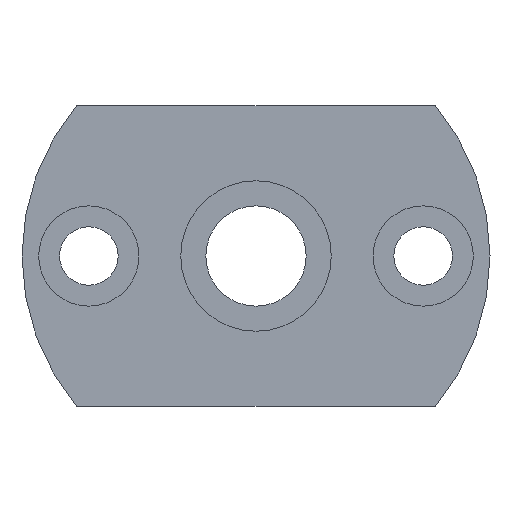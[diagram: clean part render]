
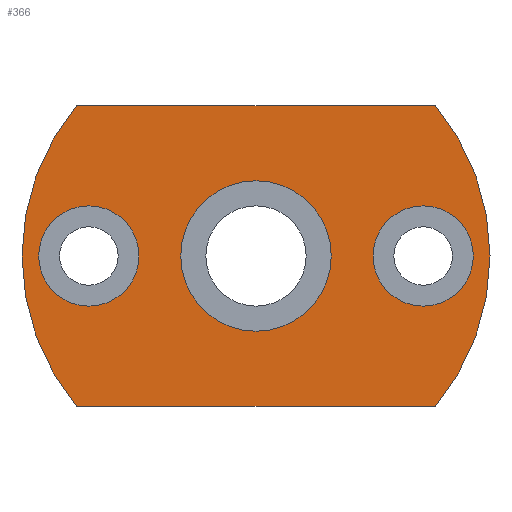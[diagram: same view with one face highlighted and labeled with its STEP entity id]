
A CAD part, left-side view. The second image highlights one B-rep face of the part: STEP entity #366.
In plain terms, the highlighted planar face has unit normal (-1, 0, 0).
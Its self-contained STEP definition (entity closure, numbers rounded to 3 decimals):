
#22=LINE('',#624,#30);
#26=LINE('',#634,#34);
#30=VECTOR('',#513,1000.);
#34=VECTOR('',#523,1000.);
#45=PLANE('',#426);
#97=ORIENTED_EDGE('',*,*,#151,.T.);
#98=ORIENTED_EDGE('',*,*,#152,.F.);
#99=ORIENTED_EDGE('',*,*,#153,.T.);
#100=ORIENTED_EDGE('',*,*,#150,.F.);
#101=ORIENTED_EDGE('',*,*,#143,.F.);
#102=ORIENTED_EDGE('',*,*,#146,.F.);
#103=ORIENTED_EDGE('',*,*,#148,.F.);
#143=EDGE_CURVE('',#180,#181,#22,.T.);
#146=EDGE_CURVE('',#182,#180,#211,.T.);
#148=EDGE_CURVE('',#183,#182,#26,.T.);
#150=EDGE_CURVE('',#181,#183,#212,.T.);
#151=EDGE_CURVE('',#184,#184,#213,.T.);
#152=EDGE_CURVE('',#185,#185,#214,.T.);
#153=EDGE_CURVE('',#186,#186,#215,.T.);
#180=VERTEX_POINT('',#625);
#181=VERTEX_POINT('',#626);
#182=VERTEX_POINT('',#631);
#183=VERTEX_POINT('',#635);
#184=VERTEX_POINT('',#641);
#185=VERTEX_POINT('',#643);
#186=VERTEX_POINT('',#645);
#211=CIRCLE('',#422,14.);
#212=CIRCLE('',#425,14.);
#213=CIRCLE('',#427,4.5);
#214=CIRCLE('',#428,3.);
#215=CIRCLE('',#429,3.);
#255=EDGE_LOOP('',(#97));
#256=EDGE_LOOP('',(#98));
#257=EDGE_LOOP('',(#99));
#258=EDGE_LOOP('',(#100,#101,#102,#103));
#311=FACE_BOUND('',#255,.T.);
#312=FACE_BOUND('',#256,.T.);
#313=FACE_BOUND('',#257,.T.);
#314=FACE_BOUND('',#258,.T.);
#366=ADVANCED_FACE('',(#311,#312,#313,#314),#45,.T.);
#422=AXIS2_PLACEMENT_3D('',#630,#518,#519);
#425=AXIS2_PLACEMENT_3D('',#638,#527,#528);
#426=AXIS2_PLACEMENT_3D('',#639,#529,#530);
#427=AXIS2_PLACEMENT_3D('',#640,#531,#532);
#428=AXIS2_PLACEMENT_3D('',#642,#533,#534);
#429=AXIS2_PLACEMENT_3D('',#644,#535,#536);
#513=DIRECTION('',(0.,1.,0.));
#518=DIRECTION('',(1.,0.,0.));
#519=DIRECTION('',(0.,0.,-1.));
#523=DIRECTION('',(0.,-1.,0.));
#527=DIRECTION('',(1.,0.,0.));
#528=DIRECTION('',(0.,0.,-1.));
#529=DIRECTION('',(-1.,0.,0.));
#530=DIRECTION('',(0.,0.,1.));
#531=DIRECTION('',(1.,0.,0.));
#532=DIRECTION('',(0.,0.,-1.));
#533=DIRECTION('',(-1.,0.,0.));
#534=DIRECTION('',(0.,0.,1.));
#535=DIRECTION('',(1.,0.,0.));
#536=DIRECTION('',(0.,0.,-1.));
#624=CARTESIAN_POINT('',(0.,-10.724,-9.));
#625=CARTESIAN_POINT('',(0.,-10.724,-9.));
#626=CARTESIAN_POINT('',(0.,10.724,-9.));
#630=CARTESIAN_POINT('',(0.,0.,0.));
#631=CARTESIAN_POINT('',(0.,-10.724,9.));
#634=CARTESIAN_POINT('',(0.,10.724,9.));
#635=CARTESIAN_POINT('',(0.,10.724,9.));
#638=CARTESIAN_POINT('',(0.,0.,0.));
#639=CARTESIAN_POINT('',(0.,6.,0.));
#640=CARTESIAN_POINT('',(0.,0.,0.));
#641=CARTESIAN_POINT('',(0.,0.,-4.5));
#642=CARTESIAN_POINT('',(0.,-10.,0.));
#643=CARTESIAN_POINT('',(0.,-10.,3.));
#644=CARTESIAN_POINT('',(0.,10.,0.));
#645=CARTESIAN_POINT('',(0.,10.,-3.));
